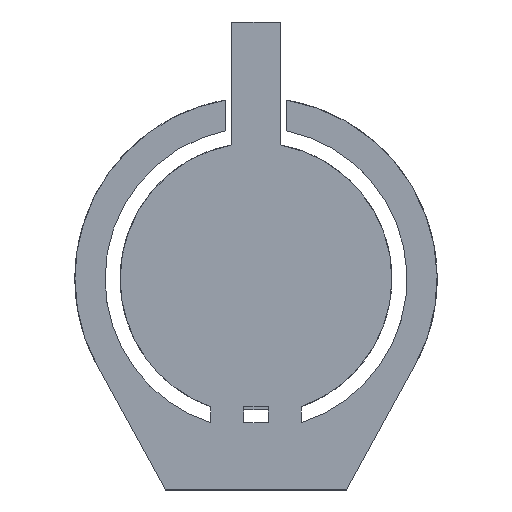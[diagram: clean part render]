
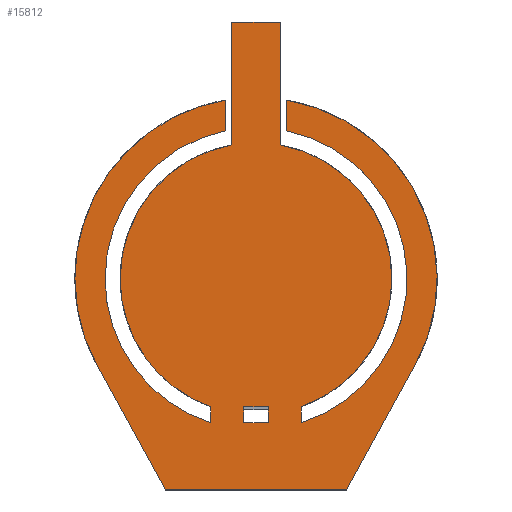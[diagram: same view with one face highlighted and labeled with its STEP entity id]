
A CAD part, top view. The second image highlights one B-rep face of the part: STEP entity #15812.
In plain terms, the highlighted planar face has unit normal (0, 0, 1).
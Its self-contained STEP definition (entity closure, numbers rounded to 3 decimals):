
#15693 = VERTEX_POINT('',#15694);
#15694 = CARTESIAN_POINT('',(-5.,24.495,0.754));
#15710 = VERTEX_POINT('',#15711);
#15711 = CARTESIAN_POINT('',(-25.,0.,0.754));
#15717 = EDGE_CURVE('',#15693,#15710,#15718,.T.);
#15718 = CIRCLE('',#15719,25.);
#15719 = AXIS2_PLACEMENT_3D('',#15720,#15721,#15722);
#15720 = CARTESIAN_POINT('',(0.,0.,0.754));
#15721 = DIRECTION('',(-0.,0.,1.));
#15722 = DIRECTION('',(1.,0.,0.));
#15732 = EDGE_CURVE('',#15733,#15735,#15737,.T.);
#15733 = VERTEX_POINT('',#15734);
#15734 = CARTESIAN_POINT('',(-30.,0.,0.754));
#15735 = VERTEX_POINT('',#15736);
#15736 = CARTESIAN_POINT('',(-26.293,-14.446,0.754));
#15737 = CIRCLE('',#15738,30.);
#15738 = AXIS2_PLACEMENT_3D('',#15739,#15740,#15741);
#15739 = CARTESIAN_POINT('',(0.,0.,0.754));
#15740 = DIRECTION('',(-0.,0.,1.));
#15741 = DIRECTION('',(1.,0.,0.));
#15774 = EDGE_CURVE('',#15775,#15777,#15779,.T.);
#15775 = VERTEX_POINT('',#15776);
#15776 = CARTESIAN_POINT('',(-22.5,0.,0.754));
#15777 = VERTEX_POINT('',#15778);
#15778 = CARTESIAN_POINT('',(-7.5,-21.213,0.754));
#15779 = CIRCLE('',#15780,22.5);
#15780 = AXIS2_PLACEMENT_3D('',#15781,#15782,#15783);
#15781 = CARTESIAN_POINT('',(0.,0.,0.754));
#15782 = DIRECTION('',(-0.,0.,1.));
#15783 = DIRECTION('',(1.,0.,0.));
#15812 = ADVANCED_FACE('',(#15813,#15946),#15980,.T.);
#15813 = FACE_BOUND('',#15814,.T.);
#15814 = EDGE_LOOP('',(#15815,#15816,#15824,#15831,#15832,#15840,#15848,
    #15856,#15865,#15873,#15882,#15890,#15899,#15907,#15915,#15923,
    #15930,#15931,#15939));
#15815 = ORIENTED_EDGE('',*,*,#15717,.F.);
#15816 = ORIENTED_EDGE('',*,*,#15817,.T.);
#15817 = EDGE_CURVE('',#15693,#15818,#15820,.T.);
#15818 = VERTEX_POINT('',#15819);
#15819 = CARTESIAN_POINT('',(-5.,29.58,0.754));
#15820 = LINE('',#15821,#15822);
#15821 = CARTESIAN_POINT('',(-5.,0.,0.754));
#15822 = VECTOR('',#15823,1.);
#15823 = DIRECTION('',(0.,1.,-0.));
#15824 = ORIENTED_EDGE('',*,*,#15825,.T.);
#15825 = EDGE_CURVE('',#15818,#15733,#15826,.T.);
#15826 = CIRCLE('',#15827,30.);
#15827 = AXIS2_PLACEMENT_3D('',#15828,#15829,#15830);
#15828 = CARTESIAN_POINT('',(0.,0.,0.754));
#15829 = DIRECTION('',(-0.,0.,1.));
#15830 = DIRECTION('',(1.,0.,0.));
#15831 = ORIENTED_EDGE('',*,*,#15732,.T.);
#15832 = ORIENTED_EDGE('',*,*,#15833,.F.);
#15833 = EDGE_CURVE('',#15834,#15735,#15836,.T.);
#15834 = VERTEX_POINT('',#15835);
#15835 = CARTESIAN_POINT('',(-15.,-35.,0.754));
#15836 = LINE('',#15837,#15838);
#15837 = CARTESIAN_POINT('',(-26.293,-14.446,0.754));
#15838 = VECTOR('',#15839,1.);
#15839 = DIRECTION('',(-0.482,0.876,0.));
#15840 = ORIENTED_EDGE('',*,*,#15841,.T.);
#15841 = EDGE_CURVE('',#15834,#15842,#15844,.T.);
#15842 = VERTEX_POINT('',#15843);
#15843 = CARTESIAN_POINT('',(15.,-35.,0.754));
#15844 = LINE('',#15845,#15846);
#15845 = CARTESIAN_POINT('',(0.,-35.,0.754));
#15846 = VECTOR('',#15847,1.);
#15847 = DIRECTION('',(1.,0.,0.));
#15848 = ORIENTED_EDGE('',*,*,#15849,.T.);
#15849 = EDGE_CURVE('',#15842,#15850,#15852,.T.);
#15850 = VERTEX_POINT('',#15851);
#15851 = CARTESIAN_POINT('',(26.293,-14.446,0.754));
#15852 = LINE('',#15853,#15854);
#15853 = CARTESIAN_POINT('',(26.293,-14.446,0.754));
#15854 = VECTOR('',#15855,1.);
#15855 = DIRECTION('',(0.482,0.876,0.));
#15856 = ORIENTED_EDGE('',*,*,#15857,.T.);
#15857 = EDGE_CURVE('',#15850,#15858,#15860,.T.);
#15858 = VERTEX_POINT('',#15859);
#15859 = CARTESIAN_POINT('',(5.,29.58,0.754));
#15860 = CIRCLE('',#15861,30.);
#15861 = AXIS2_PLACEMENT_3D('',#15862,#15863,#15864);
#15862 = CARTESIAN_POINT('',(0.,0.,0.754));
#15863 = DIRECTION('',(-0.,0.,1.));
#15864 = DIRECTION('',(1.,0.,0.));
#15865 = ORIENTED_EDGE('',*,*,#15866,.F.);
#15866 = EDGE_CURVE('',#15867,#15858,#15869,.T.);
#15867 = VERTEX_POINT('',#15868);
#15868 = CARTESIAN_POINT('',(5.,24.495,0.754));
#15869 = LINE('',#15870,#15871);
#15870 = CARTESIAN_POINT('',(5.,0.,0.754));
#15871 = VECTOR('',#15872,1.);
#15872 = DIRECTION('',(0.,1.,-0.));
#15873 = ORIENTED_EDGE('',*,*,#15874,.F.);
#15874 = EDGE_CURVE('',#15875,#15867,#15877,.T.);
#15875 = VERTEX_POINT('',#15876);
#15876 = CARTESIAN_POINT('',(7.5,-23.848,0.754));
#15877 = CIRCLE('',#15878,25.);
#15878 = AXIS2_PLACEMENT_3D('',#15879,#15880,#15881);
#15879 = CARTESIAN_POINT('',(0.,0.,0.754));
#15880 = DIRECTION('',(-0.,0.,1.));
#15881 = DIRECTION('',(1.,0.,0.));
#15882 = ORIENTED_EDGE('',*,*,#15883,.T.);
#15883 = EDGE_CURVE('',#15875,#15884,#15886,.T.);
#15884 = VERTEX_POINT('',#15885);
#15885 = CARTESIAN_POINT('',(7.5,-21.213,0.754));
#15886 = LINE('',#15887,#15888);
#15887 = CARTESIAN_POINT('',(7.5,0.,0.754));
#15888 = VECTOR('',#15889,1.);
#15889 = DIRECTION('',(0.,1.,-0.));
#15890 = ORIENTED_EDGE('',*,*,#15891,.T.);
#15891 = EDGE_CURVE('',#15884,#15892,#15894,.T.);
#15892 = VERTEX_POINT('',#15893);
#15893 = CARTESIAN_POINT('',(4.,22.142,0.754));
#15894 = CIRCLE('',#15895,22.5);
#15895 = AXIS2_PLACEMENT_3D('',#15896,#15897,#15898);
#15896 = CARTESIAN_POINT('',(0.,0.,0.754));
#15897 = DIRECTION('',(-0.,0.,1.));
#15898 = DIRECTION('',(1.,0.,0.));
#15899 = ORIENTED_EDGE('',*,*,#15900,.T.);
#15900 = EDGE_CURVE('',#15892,#15901,#15903,.T.);
#15901 = VERTEX_POINT('',#15902);
#15902 = CARTESIAN_POINT('',(4.,42.5,0.754));
#15903 = LINE('',#15904,#15905);
#15904 = CARTESIAN_POINT('',(4.,0.,0.754));
#15905 = VECTOR('',#15906,1.);
#15906 = DIRECTION('',(0.,1.,-0.));
#15907 = ORIENTED_EDGE('',*,*,#15908,.T.);
#15908 = EDGE_CURVE('',#15901,#15909,#15911,.T.);
#15909 = VERTEX_POINT('',#15910);
#15910 = CARTESIAN_POINT('',(-4.,42.5,0.754));
#15911 = LINE('',#15912,#15913);
#15912 = CARTESIAN_POINT('',(0.,42.5,0.754));
#15913 = VECTOR('',#15914,1.);
#15914 = DIRECTION('',(-1.,0.,0.));
#15915 = ORIENTED_EDGE('',*,*,#15916,.F.);
#15916 = EDGE_CURVE('',#15917,#15909,#15919,.T.);
#15917 = VERTEX_POINT('',#15918);
#15918 = CARTESIAN_POINT('',(-4.,22.142,0.754));
#15919 = LINE('',#15920,#15921);
#15920 = CARTESIAN_POINT('',(-4.,0.,0.754));
#15921 = VECTOR('',#15922,1.);
#15922 = DIRECTION('',(0.,1.,-0.));
#15923 = ORIENTED_EDGE('',*,*,#15924,.T.);
#15924 = EDGE_CURVE('',#15917,#15775,#15925,.T.);
#15925 = CIRCLE('',#15926,22.5);
#15926 = AXIS2_PLACEMENT_3D('',#15927,#15928,#15929);
#15927 = CARTESIAN_POINT('',(0.,0.,0.754));
#15928 = DIRECTION('',(-0.,0.,1.));
#15929 = DIRECTION('',(1.,0.,0.));
#15930 = ORIENTED_EDGE('',*,*,#15774,.T.);
#15931 = ORIENTED_EDGE('',*,*,#15932,.F.);
#15932 = EDGE_CURVE('',#15933,#15777,#15935,.T.);
#15933 = VERTEX_POINT('',#15934);
#15934 = CARTESIAN_POINT('',(-7.5,-23.848,0.754));
#15935 = LINE('',#15936,#15937);
#15936 = CARTESIAN_POINT('',(-7.5,0.,0.754));
#15937 = VECTOR('',#15938,1.);
#15938 = DIRECTION('',(0.,1.,-0.));
#15939 = ORIENTED_EDGE('',*,*,#15940,.F.);
#15940 = EDGE_CURVE('',#15710,#15933,#15941,.T.);
#15941 = CIRCLE('',#15942,25.);
#15942 = AXIS2_PLACEMENT_3D('',#15943,#15944,#15945);
#15943 = CARTESIAN_POINT('',(0.,0.,0.754));
#15944 = DIRECTION('',(-0.,0.,1.));
#15945 = DIRECTION('',(1.,0.,0.));
#15946 = FACE_BOUND('',#15947,.T.);
#15947 = EDGE_LOOP('',(#15948,#15958,#15966,#15974));
#15948 = ORIENTED_EDGE('',*,*,#15949,.F.);
#15949 = EDGE_CURVE('',#15950,#15952,#15954,.T.);
#15950 = VERTEX_POINT('',#15951);
#15951 = CARTESIAN_POINT('',(-2.,-23.848,0.754));
#15952 = VERTEX_POINT('',#15953);
#15953 = CARTESIAN_POINT('',(2.,-23.848,0.754));
#15954 = LINE('',#15955,#15956);
#15955 = CARTESIAN_POINT('',(0.,-23.848,0.754));
#15956 = VECTOR('',#15957,1.);
#15957 = DIRECTION('',(1.,0.,0.));
#15958 = ORIENTED_EDGE('',*,*,#15959,.T.);
#15959 = EDGE_CURVE('',#15950,#15960,#15962,.T.);
#15960 = VERTEX_POINT('',#15961);
#15961 = CARTESIAN_POINT('',(-2.,-21.213,0.754));
#15962 = LINE('',#15963,#15964);
#15963 = CARTESIAN_POINT('',(-2.,0.,0.754));
#15964 = VECTOR('',#15965,1.);
#15965 = DIRECTION('',(0.,1.,-0.));
#15966 = ORIENTED_EDGE('',*,*,#15967,.T.);
#15967 = EDGE_CURVE('',#15960,#15968,#15970,.T.);
#15968 = VERTEX_POINT('',#15969);
#15969 = CARTESIAN_POINT('',(2.,-21.213,0.754));
#15970 = LINE('',#15971,#15972);
#15971 = CARTESIAN_POINT('',(0.,-21.213,0.754));
#15972 = VECTOR('',#15973,1.);
#15973 = DIRECTION('',(1.,0.,0.));
#15974 = ORIENTED_EDGE('',*,*,#15975,.F.);
#15975 = EDGE_CURVE('',#15952,#15968,#15976,.T.);
#15976 = LINE('',#15977,#15978);
#15977 = CARTESIAN_POINT('',(2.,0.,0.754));
#15978 = VECTOR('',#15979,1.);
#15979 = DIRECTION('',(0.,1.,-0.));
#15980 = PLANE('',#15981);
#15981 = AXIS2_PLACEMENT_3D('',#15982,#15983,#15984);
#15982 = CARTESIAN_POINT('',(0.,0.,0.754));
#15983 = DIRECTION('',(-0.,0.,1.));
#15984 = DIRECTION('',(1.,0.,0.));
